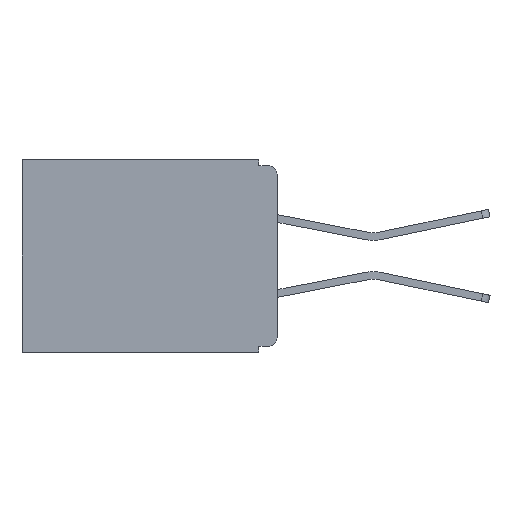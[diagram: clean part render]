
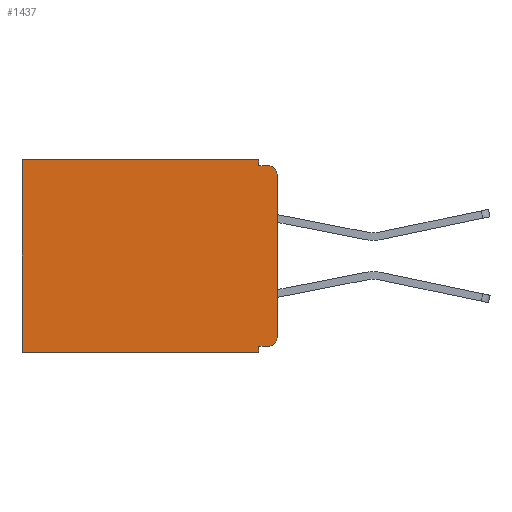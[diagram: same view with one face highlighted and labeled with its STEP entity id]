
A CAD part, left-side view. The second image highlights one B-rep face of the part: STEP entity #1437.
In plain terms, the highlighted planar face has unit normal (-1, 0, 0).
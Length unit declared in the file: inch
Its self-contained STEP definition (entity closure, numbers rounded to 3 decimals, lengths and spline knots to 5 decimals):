
#93 = CARTESIAN_POINT ( 'NONE',  ( 0.3, 0.031, 0. ) ) ;
#113 = DIRECTION ( 'NONE',  ( 0., 0., -1. ) ) ;
#346 = ORIENTED_EDGE ( 'NONE', *, *, #5281, .F. ) ;
#663 = VERTEX_POINT ( 'NONE', #9398 ) ;
#835 = CARTESIAN_POINT ( 'NONE',  ( 0.3, 0.031, 0. ) ) ;
#839 = EDGE_CURVE ( 'NONE', #4163, #6262, #12457, .T. ) ;
#887 = EDGE_CURVE ( 'NONE', #2557, #3493, #3474, .T. ) ;
#1055 = VECTOR ( 'NONE', #113, 39.37008 ) ;
#1437 = ADVANCED_FACE ( 'NONE', ( #10458 ), #3952, .F. ) ;
#1830 = CARTESIAN_POINT ( 'NONE',  ( 0.3, 0.437, 0. ) ) ;
#1890 = AXIS2_PLACEMENT_3D ( 'NONE', #13357, #9671, #13208 ) ;
#2121 = CARTESIAN_POINT ( 'NONE',  ( 0.3, 0., -0.025 ) ) ;
#2461 = ORIENTED_EDGE ( 'NONE', *, *, #4080, .T. ) ;
#2537 = EDGE_CURVE ( 'NONE', #14015, #6262, #6720, .T. ) ;
#2557 = VERTEX_POINT ( 'NONE', #8026 ) ;
#2921 = VERTEX_POINT ( 'NONE', #1830 ) ;
#3474 = LINE ( 'NONE', #12708, #11813 ) ;
#3493 = VERTEX_POINT ( 'NONE', #11567 ) ;
#3627 = LINE ( 'NONE', #10705, #12289 ) ;
#3952 = PLANE ( 'NONE',  #4292 ) ;
#4080 = EDGE_CURVE ( 'NONE', #13641, #9009, #10896, .T. ) ;
#4163 = VERTEX_POINT ( 'NONE', #2121 ) ;
#4292 = AXIS2_PLACEMENT_3D ( 'NONE', #4929, #10765, #11579 ) ;
#4381 = CARTESIAN_POINT ( 'NONE',  ( 0.3, 0., 0. ) ) ;
#4521 = LINE ( 'NONE', #12050, #10016 ) ;
#4741 = DIRECTION ( 'NONE',  ( 0., 0., -1. ) ) ;
#4929 = CARTESIAN_POINT ( 'NONE',  ( 0.3, 0., -0.33 ) ) ;
#5181 = VERTEX_POINT ( 'NONE', #835 ) ;
#5281 = EDGE_CURVE ( 'NONE', #13641, #2557, #4521, .T. ) ;
#5572 = VECTOR ( 'NONE', #4741, 39.37008 ) ;
#5934 = CARTESIAN_POINT ( 'NONE',  ( 0.3, 0.015, -0.32 ) ) ;
#5997 = EDGE_CURVE ( 'NONE', #3493, #663, #13280, .T. ) ;
#6249 = LINE ( 'NONE', #93, #1055 ) ;
#6262 = VERTEX_POINT ( 'NONE', #9985 ) ;
#6572 = ORIENTED_EDGE ( 'NONE', *, *, #7662, .T. ) ;
#6713 = ORIENTED_EDGE ( 'NONE', *, *, #12455, .F. ) ;
#6720 = LINE ( 'NONE', #13159, #12417 ) ;
#6776 = VECTOR ( 'NONE', #12937, 39.37008 ) ;
#6834 = EDGE_CURVE ( 'NONE', #5181, #14015, #6249, .T. ) ;
#6970 = EDGE_CURVE ( 'NONE', #5181, #2921, #9673, .T. ) ;
#7182 = ORIENTED_EDGE ( 'NONE', *, *, #6970, .T. ) ;
#7627 = VECTOR ( 'NONE', #12546, 39.37008 ) ;
#7662 = EDGE_CURVE ( 'NONE', #2921, #663, #3627, .T. ) ;
#8026 = CARTESIAN_POINT ( 'NONE',  ( 0.3, 0.031, -0.32 ) ) ;
#8244 = ORIENTED_EDGE ( 'NONE', *, *, #887, .F. ) ;
#8262 = DIRECTION ( 'NONE',  ( 0., 0., -1. ) ) ;
#8568 = DIRECTION ( 'NONE',  ( -1., 0., 0. ) ) ;
#8914 = CARTESIAN_POINT ( 'NONE',  ( 0.3, 0.031, -0.01 ) ) ;
#9009 = VERTEX_POINT ( 'NONE', #12863 ) ;
#9041 = DIRECTION ( 'NONE',  ( 0., 0., -1. ) ) ;
#9324 = DIRECTION ( 'NONE',  ( 0., 1., 0. ) ) ;
#9398 = CARTESIAN_POINT ( 'NONE',  ( 0.3, 0.437, -0.33 ) ) ;
#9453 = ORIENTED_EDGE ( 'NONE', *, *, #2537, .F. ) ;
#9671 = DIRECTION ( 'NONE',  ( -1., 0., 0. ) ) ;
#9673 = LINE ( 'NONE', #4381, #6776 ) ;
#9804 = ORIENTED_EDGE ( 'NONE', *, *, #839, .T. ) ;
#9985 = CARTESIAN_POINT ( 'NONE',  ( 0.3, 0.015, -0.01 ) ) ;
#10016 = VECTOR ( 'NONE', #9324, 39.37008 ) ;
#10385 = DIRECTION ( 'NONE',  ( 0., -1., 0. ) ) ;
#10458 = FACE_OUTER_BOUND ( 'NONE', #11590, .T. ) ;
#10648 = DIRECTION ( 'NONE',  ( 0., 0., -1. ) ) ;
#10705 = CARTESIAN_POINT ( 'NONE',  ( 0.3, 0.437, -0.33 ) ) ;
#10718 = ORIENTED_EDGE ( 'NONE', *, *, #6834, .F. ) ;
#10765 = DIRECTION ( 'NONE',  ( 1., 0., 0. ) ) ;
#10896 = CIRCLE ( 'NONE', #13694, 0.015 ) ;
#11293 = CARTESIAN_POINT ( 'NONE',  ( 0.3, 0., -0.33 ) ) ;
#11336 = CARTESIAN_POINT ( 'NONE',  ( 0.3, 0., -0.33 ) ) ;
#11363 = LINE ( 'NONE', #11293, #5572 ) ;
#11567 = CARTESIAN_POINT ( 'NONE',  ( 0.3, 0.031, -0.33 ) ) ;
#11579 = DIRECTION ( 'NONE',  ( 0., 0., -1. ) ) ;
#11590 = EDGE_LOOP ( 'NONE', ( #6713, #9804, #9453, #10718, #7182, #6572, #12893, #8244, #346, #2461 ) ) ;
#11813 = VECTOR ( 'NONE', #10648, 39.37008 ) ;
#12050 = CARTESIAN_POINT ( 'NONE',  ( 0.3, 0., -0.32 ) ) ;
#12289 = VECTOR ( 'NONE', #9041, 39.37008 ) ;
#12417 = VECTOR ( 'NONE', #10385, 39.37008 ) ;
#12455 = EDGE_CURVE ( 'NONE', #4163, #9009, #11363, .T. ) ;
#12457 = CIRCLE ( 'NONE', #1890, 0.015 ) ;
#12546 = DIRECTION ( 'NONE',  ( 0., 1., 0. ) ) ;
#12708 = CARTESIAN_POINT ( 'NONE',  ( 0.3, 0.031, -0.33 ) ) ;
#12863 = CARTESIAN_POINT ( 'NONE',  ( 0.3, 0., -0.305 ) ) ;
#12893 = ORIENTED_EDGE ( 'NONE', *, *, #5997, .F. ) ;
#12937 = DIRECTION ( 'NONE',  ( 0., 1., 0. ) ) ;
#13159 = CARTESIAN_POINT ( 'NONE',  ( 0.3, 0., -0.01 ) ) ;
#13208 = DIRECTION ( 'NONE',  ( 0., 0., -1. ) ) ;
#13280 = LINE ( 'NONE', #11336, #7627 ) ;
#13357 = CARTESIAN_POINT ( 'NONE',  ( 0.3, 0.015, -0.025 ) ) ;
#13641 = VERTEX_POINT ( 'NONE', #5934 ) ;
#13694 = AXIS2_PLACEMENT_3D ( 'NONE', #13879, #8568, #8262 ) ;
#13879 = CARTESIAN_POINT ( 'NONE',  ( 0.3, 0.015, -0.305 ) ) ;
#14015 = VERTEX_POINT ( 'NONE', #8914 ) ;
